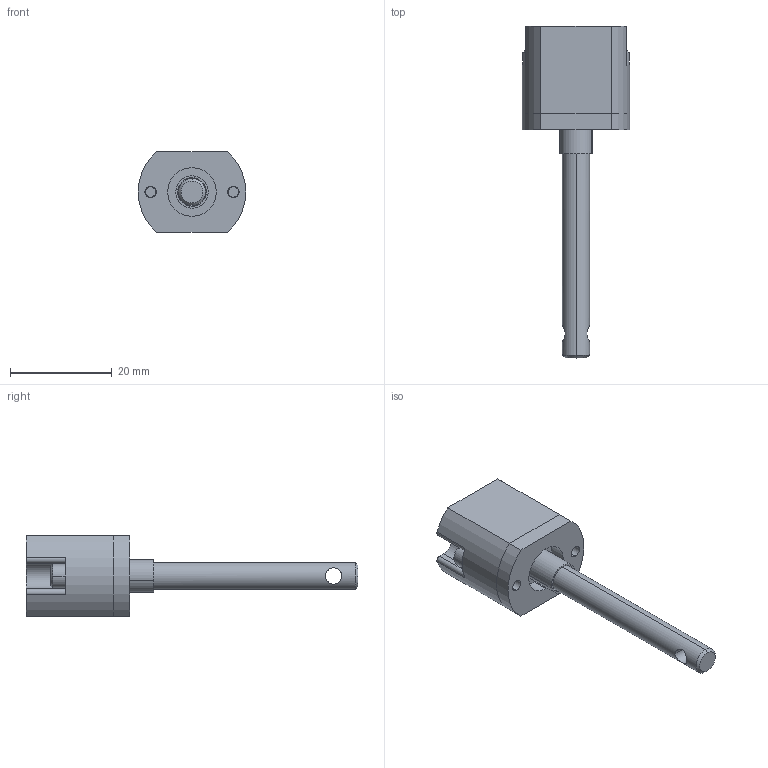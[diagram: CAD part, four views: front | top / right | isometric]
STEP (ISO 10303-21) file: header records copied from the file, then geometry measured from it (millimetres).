
FILE_DESCRIPTION (( 'STEP AP214' ), '1' );
FILE_NAME ('am-3038 SSS Shift Shaft Assembly REV2.STEP', '2018-07-20T14:57:46', ( '' ), ( '' ), 'SwSTEP 2.0', 'SolidWorks 2018', '' );
FILE_SCHEMA (( 'AUTOMOTIVE_DESIGN' ));
Length unit declared in the file: inch
Products named in the file (8): Shifter Shaft Rev1 3CIM Shifter; am-3038 SSS Shift Shaft Assembly REV2; Shift Cap; Shift Shaft Spacer am-0300; 4-40x0250_shcs_smart; R3 Bearing_smart; 0.1875 e-clip_97431A280; Shift Block 2
Assembly tree (8 placements, depth 2):
  am-3038 SSS Shift Shaft Assembly REV2
    Shift Block 2
    Shift Cap
    Shifter Shaft Rev1 3CIM Shifter
    0.1875 e-clip_97431A280
    R3 Bearing_smart
    4-40x0250_shcs_smart  x2
    Shift Shaft Spacer am-0300
Bounding box: 21.08 x 65.15 x 15.88 mm (x, y, z)
Volume: 6272.9 mm3; surface area: 5168.5 mm2
Topology: 8 solids, 8 shells, 139 faces, 322 edges, 208 vertices
Faces by surface type: cylinder 66, plane 53, cone 20
Entity records: 4102 total; most frequent: CARTESIAN_POINT 704, DIRECTION 684, ORIENTED_EDGE 568, EDGE_CURVE 284, AXIS2_PLACEMENT_3D 272, VERTEX_POINT 184, EDGE_LOOP 146, LINE 140
